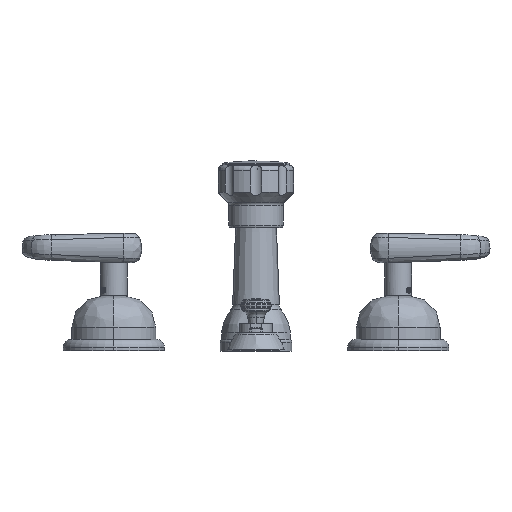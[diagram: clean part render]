
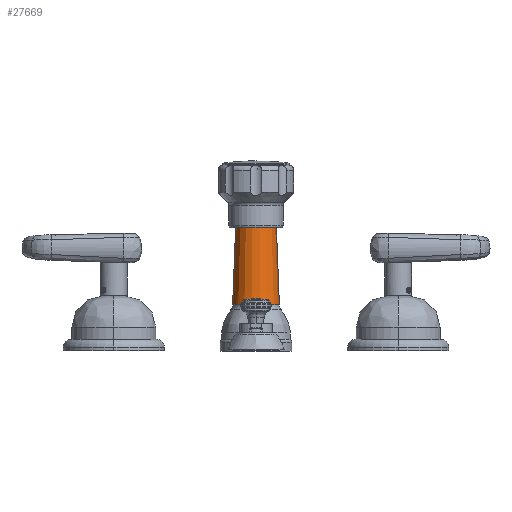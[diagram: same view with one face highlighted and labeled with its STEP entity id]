
A CAD part, top view. The second image highlights one B-rep face of the part: STEP entity #27669.
In plain terms, the highlighted conical face has half-angle 2.15 degrees and reference radius 15.518 mm.
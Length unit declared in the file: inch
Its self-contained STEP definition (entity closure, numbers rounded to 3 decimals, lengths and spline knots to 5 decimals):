
#14170=CARTESIAN_POINT('',(0.,1.30334,-9.));
#14171=DIRECTION('',(0.,-1.,0.));
#14172=DIRECTION('',(1.,0.,0.));
#14173=AXIS2_PLACEMENT_3D('',#14170,#14171,#14172);
#14180=DIRECTION('',(-0.038,0.999,0.));
#14181=VECTOR('',#14180,2.44838);
#14182=CARTESIAN_POINT('',(0.65687,1.30334,
-9.));
#14183=LINE('',#14182,#14181);
#14184=DIRECTION('',(-0.038,-0.999,
0.));
#14185=VECTOR('',#14184,2.44838);
#14186=CARTESIAN_POINT('',(-0.565,3.75,-9.));
#14187=LINE('',#14186,#14185);
#14228=CARTESIAN_POINT('',(0.,3.75,-9.));
#14229=DIRECTION('',(0.,1.,0.));
#14230=DIRECTION('',(-1.,0.,0.));
#14231=AXIS2_PLACEMENT_3D('',#14228,#14229,#14230);
#19127=CARTESIAN_POINT('',(0.65687,1.30334,-9.));
#19128=CARTESIAN_POINT('',(-0.65687,1.30334,-9.));
#19129=VERTEX_POINT('',#19127);
#19130=VERTEX_POINT('',#19128);
#19131=CARTESIAN_POINT('',(-0.565,3.75,-9.));
#19132=VERTEX_POINT('',#19131);
#19133=CARTESIAN_POINT('',(0.565,3.75,-9.));
#19134=VERTEX_POINT('',#19133);
#27655=CARTESIAN_POINT('',(0.,2.52667,-9.));
#27656=DIRECTION('',(0.,-1.,0.));
#27657=DIRECTION('',(1.,0.,0.));
#27658=AXIS2_PLACEMENT_3D('',#27655,#27656,#27657);
#27659=CONICAL_SURFACE('',#27658,0.61094,2.15);
#27660=ORIENTED_EDGE('',*,*,#27645,.T.);
#27662=ORIENTED_EDGE('',*,*,#27661,.F.);
#27664=ORIENTED_EDGE('',*,*,#27663,.T.);
#27666=ORIENTED_EDGE('',*,*,#27665,.F.);
#27667=EDGE_LOOP('',(#27660,#27662,#27664,#27666));
#27668=FACE_OUTER_BOUND('',#27667,.F.);
#27669=ADVANCED_FACE('',(#27668),#27659,.T.);
#14174=CIRCLE('',#14173,0.65687);
#14232=CIRCLE('',#14231,0.565);
#27645=EDGE_CURVE('',#19129,#19130,#14174,.T.);
#27661=EDGE_CURVE('',#19132,#19130,#14187,.T.);
#27663=EDGE_CURVE('',#19132,#19134,#14232,.T.);
#27665=EDGE_CURVE('',#19129,#19134,#14183,.T.);
